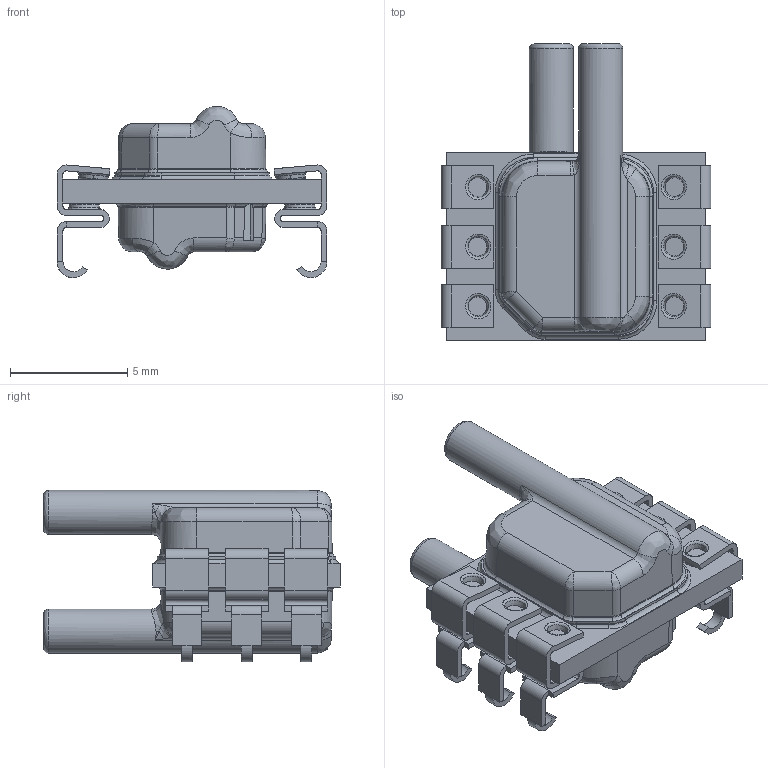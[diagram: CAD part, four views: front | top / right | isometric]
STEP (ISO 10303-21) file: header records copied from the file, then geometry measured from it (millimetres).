
FILE_DESCRIPTION (( 'STEP AP214' ), '1' );
FILE_NAME ('Assemblage38.STEP', '2019-02-08T22:27:09', ( '' ), ( '' ), 'SwSTEP 2.0', 'SolidWorks 2018', '' );
FILE_SCHEMA (( 'AUTOMOTIVE_DESIGN' ));
Length unit declared in the file: millimetre
Products named in the file (3): 70666254; Assemblage38
Assembly tree (1 placements, depth 2):
  70666254
  Assemblage38
    70666254
Bounding box: 11.5 x 12.65 x 7.3 mm (x, y, z)
Volume: 348.4 mm3; surface area: 600.4 mm2
Topology: 1 solids, 2 shells, 483 faces, 1251 edges, 770 vertices
Faces by surface type: plane 214, cylinder 119, bspline 119, cone 31
Full cylindrical faces by diameter (mm): 1.88 x2
Entity records: 21854 total; most frequent: CARTESIAN_POINT 10441, ORIENTED_EDGE 2328, DIRECTION 1528, EDGE_CURVE 1164, VERTEX_POINT 738, EDGE_LOOP 560, LINE 558, VECTOR 558
